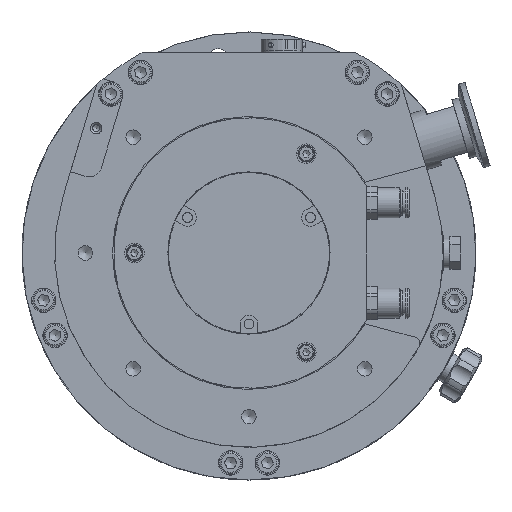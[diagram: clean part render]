
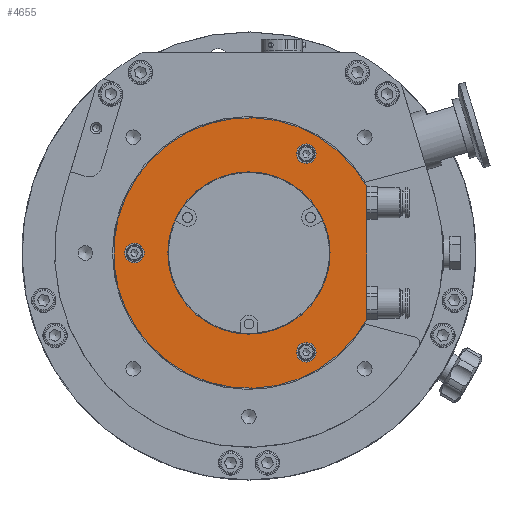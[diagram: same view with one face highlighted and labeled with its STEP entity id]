
A CAD part, front view. The second image highlights one B-rep face of the part: STEP entity #4655.
In plain terms, the highlighted planar face has unit normal (0, -1, 0).
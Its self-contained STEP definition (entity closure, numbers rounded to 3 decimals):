
#2507=CARTESIAN_POINT('',(53.9,-75.5,23.));
#2508=VERTEX_POINT('',#2507);
#3784=CARTESIAN_POINT('',(0.,-75.5,-37.15));
#3785=VERTEX_POINT('',#3784);
#3786=CARTESIAN_POINT('',(0.,-75.5,0.));
#3787=DIRECTION('',(0.0,1.0,0.0));
#3788=DIRECTION('',(0.0,0.0,1.0));
#3789=AXIS2_PLACEMENT_3D('',#3786,#3787,#3788);
#3790=CIRCLE('',#3789,37.15);
#3791=EDGE_CURVE('',#3785,#3785,#3790,.T.);
#3801=CARTESIAN_POINT('',(54.,-75.5,23.));
#3802=VERTEX_POINT('',#3801);
#3932=CARTESIAN_POINT('',(54.,-75.5,-30.463));
#3933=VERTEX_POINT('',#3932);
#3940=CARTESIAN_POINT('',(54.,-75.5,30.463));
#3941=VERTEX_POINT('',#3940);
#3942=CARTESIAN_POINT('',(0.,-75.5,0.));
#3943=DIRECTION('',(0.0,1.0,0.0));
#3944=DIRECTION('',(0.0,0.0,-1.0));
#3945=AXIS2_PLACEMENT_3D('',#3942,#3943,#3944);
#3946=CIRCLE('',#3945,62.0);
#3947=EDGE_CURVE('',#3933,#3941,#3946,.T.);
#3996=CARTESIAN_POINT('',(54.,-75.5,23.));
#3997=DIRECTION('',(0.0,0.0,1.0));
#3998=VECTOR('',#3997,7.463);
#3999=LINE('',#3996,#3998);
#4000=EDGE_CURVE('',#3802,#3941,#3999,.T.);
#4031=CARTESIAN_POINT('',(53.9,-75.5,-23.));
#4032=VERTEX_POINT('',#4031);
#4033=CARTESIAN_POINT('',(54.,-75.5,-23.));
#4034=VERTEX_POINT('',#4033);
#4160=CARTESIAN_POINT('',(54.,-75.5,-23.));
#4161=DIRECTION('',(0.0,0.0,1.0));
#4162=VECTOR('',#4161,46.);
#4163=LINE('',#4160,#4162);
#4164=EDGE_CURVE('',#4034,#3802,#4163,.T.);
#4182=CARTESIAN_POINT('',(54.,-75.5,-30.463));
#4183=DIRECTION('',(0.0,0.0,1.0));
#4184=VECTOR('',#4183,7.463);
#4185=LINE('',#4182,#4184);
#4186=EDGE_CURVE('',#3933,#4034,#4185,.T.);
#4271=CARTESIAN_POINT('',(-52.5,-75.5,4.5));
#4272=VERTEX_POINT('',#4271);
#4273=CARTESIAN_POINT('',(-52.5,-75.5,0.));
#4274=DIRECTION('',(0.0,1.0,0.0));
#4275=DIRECTION('',(0.0,0.0,1.0));
#4276=AXIS2_PLACEMENT_3D('',#4273,#4274,#4275);
#4277=CIRCLE('',#4276,4.5);
#4278=EDGE_CURVE('',#4272,#4272,#4277,.T.);
#4413=CARTESIAN_POINT('',(26.25,-75.5,-40.966));
#4414=VERTEX_POINT('',#4413);
#4415=CARTESIAN_POINT('',(26.25,-75.5,-45.466));
#4416=DIRECTION('',(0.0,1.0,0.0));
#4417=DIRECTION('',(0.0,0.0,1.0));
#4418=AXIS2_PLACEMENT_3D('',#4415,#4416,#4417);
#4419=CIRCLE('',#4418,4.5);
#4420=EDGE_CURVE('',#4414,#4414,#4419,.T.);
#4555=CARTESIAN_POINT('',(26.25,-75.5,49.966));
#4556=VERTEX_POINT('',#4555);
#4557=CARTESIAN_POINT('',(26.25,-75.5,45.466));
#4558=DIRECTION('',(0.0,1.0,0.0));
#4559=DIRECTION('',(0.0,0.0,1.0));
#4560=AXIS2_PLACEMENT_3D('',#4557,#4558,#4559);
#4561=CIRCLE('',#4560,4.5);
#4562=EDGE_CURVE('',#4556,#4556,#4561,.T.);
#4618=CARTESIAN_POINT('',(2.531,-75.5,0.));
#4619=DIRECTION('',(0.0,-1.0,0.0));
#4620=DIRECTION('',(1.0,0.0,0.0));
#4621=AXIS2_PLACEMENT_3D('',#4618,#4619,#4620);
#4622=PLANE('',#4621);
#4623=ORIENTED_EDGE('',*,*,#4186,.T.);
#4624=CARTESIAN_POINT('',(53.9,-75.5,-23.));
#4625=DIRECTION('',(1.0,0.0,0.0));
#4626=VECTOR('',#4625,0.1);
#4627=LINE('',#4624,#4626);
#4628=EDGE_CURVE('',#4032,#4034,#4627,.T.);
#4629=ORIENTED_EDGE('',*,*,#4628,.F.);
#4630=ORIENTED_EDGE('',*,*,#4628,.T.);
#4631=ORIENTED_EDGE('',*,*,#4164,.T.);
#4632=CARTESIAN_POINT('',(54.,-75.5,23.));
#4633=DIRECTION('',(-1.0,0.0,0.0));
#4634=VECTOR('',#4633,0.1);
#4635=LINE('',#4632,#4634);
#4636=EDGE_CURVE('',#3802,#2508,#4635,.T.);
#4637=ORIENTED_EDGE('',*,*,#4636,.T.);
#4638=ORIENTED_EDGE('',*,*,#4636,.F.);
#4639=ORIENTED_EDGE('',*,*,#4000,.T.);
#4640=ORIENTED_EDGE('',*,*,#3947,.F.);
#4641=EDGE_LOOP('',(#4623,#4629,#4630,#4631,#4637,#4638,#4639,#4640));
#4642=FACE_OUTER_BOUND('',#4641,.T.);
#4643=ORIENTED_EDGE('',*,*,#4278,.T.);
#4644=EDGE_LOOP('',(#4643));
#4645=FACE_BOUND('',#4644,.T.);
#4646=ORIENTED_EDGE('',*,*,#4420,.T.);
#4647=EDGE_LOOP('',(#4646));
#4648=FACE_BOUND('',#4647,.T.);
#4649=ORIENTED_EDGE('',*,*,#4562,.T.);
#4650=EDGE_LOOP('',(#4649));
#4651=FACE_BOUND('',#4650,.T.);
#4652=ORIENTED_EDGE('',*,*,#3791,.T.);
#4653=EDGE_LOOP('',(#4652));
#4654=FACE_BOUND('',#4653,.T.);
#4655=ADVANCED_FACE('',(#4642,#4645,#4648,#4651,#4654),#4622,.T.);
